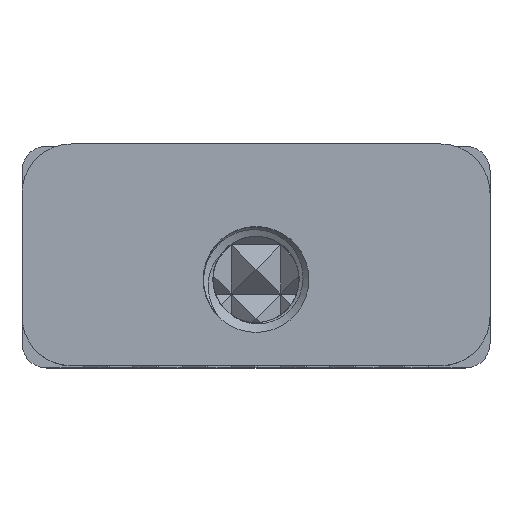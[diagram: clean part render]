
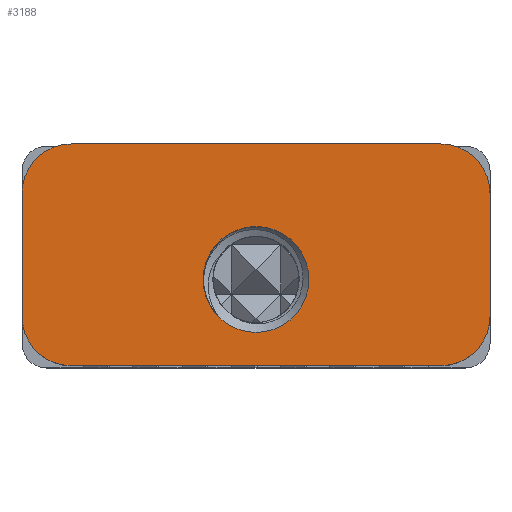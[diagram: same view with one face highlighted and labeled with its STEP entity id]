
A CAD part, top view. The second image highlights one B-rep face of the part: STEP entity #3188.
In plain terms, the highlighted planar face has unit normal (0, 0, 1).
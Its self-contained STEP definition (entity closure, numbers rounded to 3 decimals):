
#60 = CIRCLE ( 'NONE', #3323, 2.15 ) ;
#84 = VERTEX_POINT ( 'NONE', #2664 ) ;
#93 = ORIENTED_EDGE ( 'NONE', *, *, #2149, .F. ) ;
#207 = CARTESIAN_POINT ( 'NONE',  ( 17., 9., 55.5 ) ) ;
#295 = ORIENTED_EDGE ( 'NONE', *, *, #390, .F. ) ;
#332 = EDGE_CURVE ( 'NONE', #4276, #4276, #60, .T. ) ;
#386 = CARTESIAN_POINT ( 'NONE',  ( 9.5, 3.5, 55.5 ) ) ;
#390 = EDGE_CURVE ( 'NONE', #3711, #3340, #954, .T. ) ;
#429 = ORIENTED_EDGE ( 'NONE', *, *, #3294, .T. ) ;
#446 = DIRECTION ( 'NONE',  ( 1., 0., 0. ) ) ;
#502 = DIRECTION ( 'NONE',  ( -0.707, 0.707, 0. ) ) ;
#559 = DIRECTION ( 'NONE',  ( 0., 1., 0. ) ) ;
#643 = EDGE_CURVE ( 'NONE', #1842, #5290, #1486, .T. ) ;
#679 = VECTOR ( 'NONE', #1377, 1000. ) ;
#694 = AXIS2_PLACEMENT_3D ( 'NONE', #3403, #1569, #2016 ) ;
#788 = LINE ( 'NONE', #1254, #2634 ) ;
#810 = DIRECTION ( 'NONE',  ( 0., 0., -1. ) ) ;
#873 = VECTOR ( 'NONE', #559, 1000. ) ;
#954 = CIRCLE ( 'NONE', #3150, 2. ) ;
#969 = CARTESIAN_POINT ( 'NONE',  ( 19., 9., 55.5 ) ) ;
#1022 = EDGE_LOOP ( 'NONE', ( #93, #1593, #3759, #2734, #295, #3670, #3243, #429 ) ) ;
#1116 = ORIENTED_EDGE ( 'NONE', *, *, #332, .T. ) ;
#1194 = DIRECTION ( 'NONE',  ( 0., 0., -1. ) ) ;
#1254 = CARTESIAN_POINT ( 'NONE',  ( 0., 0., 55.5 ) ) ;
#1363 = CARTESIAN_POINT ( 'NONE',  ( 2., 7., 55.5 ) ) ;
#1377 = DIRECTION ( 'NONE',  ( -1., 0., 0. ) ) ;
#1441 = CARTESIAN_POINT ( 'NONE',  ( 2., 9., 55.5 ) ) ;
#1486 = CIRCLE ( 'NONE', #2805, 2. ) ;
#1548 = EDGE_CURVE ( 'NONE', #84, #4374, #3066, .T. ) ;
#1569 = DIRECTION ( 'NONE',  ( 0., 0., -1. ) ) ;
#1593 = ORIENTED_EDGE ( 'NONE', *, *, #2719, .T. ) ;
#1596 = PLANE ( 'NONE',  #5341 ) ;
#1673 = CARTESIAN_POINT ( 'NONE',  ( 19., 2., 55.5 ) ) ;
#1690 = CARTESIAN_POINT ( 'NONE',  ( 11.65, 3.5, 55.5 ) ) ;
#1842 = VERTEX_POINT ( 'NONE', #207 ) ;
#1918 = VECTOR ( 'NONE', #4242, 1000. ) ;
#1991 = EDGE_CURVE ( 'NONE', #84, #3340, #788, .T. ) ;
#2007 = EDGE_LOOP ( 'NONE', ( #1116 ) ) ;
#2016 = DIRECTION ( 'NONE',  ( -0.707, -0.707, 0. ) ) ;
#2019 = DIRECTION ( 'NONE',  ( 1., 0., 0. ) ) ;
#2082 = EDGE_CURVE ( 'NONE', #3711, #5290, #4692, .T. ) ;
#2126 = CARTESIAN_POINT ( 'NONE',  ( 0., 7., 55.5 ) ) ;
#2149 = EDGE_CURVE ( 'NONE', #3291, #3050, #3956, .T. ) ;
#2468 = DIRECTION ( 'NONE',  ( 1., 0., 0. ) ) ;
#2533 = DIRECTION ( 'NONE',  ( 0., 0., 1. ) ) ;
#2634 = VECTOR ( 'NONE', #2468, 1000. ) ;
#2664 = CARTESIAN_POINT ( 'NONE',  ( 2., 0., 55.5 ) ) ;
#2719 = EDGE_CURVE ( 'NONE', #3291, #4374, #5194, .T. ) ;
#2734 = ORIENTED_EDGE ( 'NONE', *, *, #1991, .T. ) ;
#2805 = AXIS2_PLACEMENT_3D ( 'NONE', #3893, #3069, #4750 ) ;
#3050 = VERTEX_POINT ( 'NONE', #1441 ) ;
#3066 = CIRCLE ( 'NONE', #694, 2. ) ;
#3069 = DIRECTION ( 'NONE',  ( 0., 0., -1. ) ) ;
#3086 = LINE ( 'NONE', #969, #679 ) ;
#3098 = CARTESIAN_POINT ( 'NONE',  ( 19., 0., 55.5 ) ) ;
#3150 = AXIS2_PLACEMENT_3D ( 'NONE', #5384, #1194, #4936 ) ;
#3188 = ADVANCED_FACE ( 'NONE', ( #4521, #5375 ), #1596, .T. ) ;
#3243 = ORIENTED_EDGE ( 'NONE', *, *, #643, .F. ) ;
#3276 = CARTESIAN_POINT ( 'NONE',  ( 9.5, 4.5, 55.5 ) ) ;
#3291 = VERTEX_POINT ( 'NONE', #2126 ) ;
#3294 = EDGE_CURVE ( 'NONE', #1842, #3050, #3086, .T. ) ;
#3323 = AXIS2_PLACEMENT_3D ( 'NONE', #386, #810, #446 ) ;
#3340 = VERTEX_POINT ( 'NONE', #3414 ) ;
#3403 = CARTESIAN_POINT ( 'NONE',  ( 2., 2., 55.5 ) ) ;
#3414 = CARTESIAN_POINT ( 'NONE',  ( 17., 0., 55.5 ) ) ;
#3446 = CARTESIAN_POINT ( 'NONE',  ( 0., 9., 55.5 ) ) ;
#3500 = CARTESIAN_POINT ( 'NONE',  ( 0., 2., 55.5 ) ) ;
#3670 = ORIENTED_EDGE ( 'NONE', *, *, #2082, .T. ) ;
#3711 = VERTEX_POINT ( 'NONE', #1673 ) ;
#3759 = ORIENTED_EDGE ( 'NONE', *, *, #1548, .F. ) ;
#3893 = CARTESIAN_POINT ( 'NONE',  ( 17., 7., 55.5 ) ) ;
#3956 = CIRCLE ( 'NONE', #5190, 2. ) ;
#4242 = DIRECTION ( 'NONE',  ( 0., -1., 0. ) ) ;
#4276 = VERTEX_POINT ( 'NONE', #1690 ) ;
#4374 = VERTEX_POINT ( 'NONE', #3500 ) ;
#4521 = FACE_BOUND ( 'NONE', #2007, .T. ) ;
#4692 = LINE ( 'NONE', #3098, #873 ) ;
#4720 = DIRECTION ( 'NONE',  ( 0., 0., -1. ) ) ;
#4750 = DIRECTION ( 'NONE',  ( 0.707, 0.707, 0. ) ) ;
#4936 = DIRECTION ( 'NONE',  ( 0.707, -0.707, 0. ) ) ;
#5190 = AXIS2_PLACEMENT_3D ( 'NONE', #1363, #4720, #502 ) ;
#5194 = LINE ( 'NONE', #3446, #1918 ) ;
#5215 = CARTESIAN_POINT ( 'NONE',  ( 19., 7., 55.5 ) ) ;
#5290 = VERTEX_POINT ( 'NONE', #5215 ) ;
#5341 = AXIS2_PLACEMENT_3D ( 'NONE', #3276, #2533, #2019 ) ;
#5375 = FACE_OUTER_BOUND ( 'NONE', #1022, .T. ) ;
#5384 = CARTESIAN_POINT ( 'NONE',  ( 17., 2., 55.5 ) ) ;
